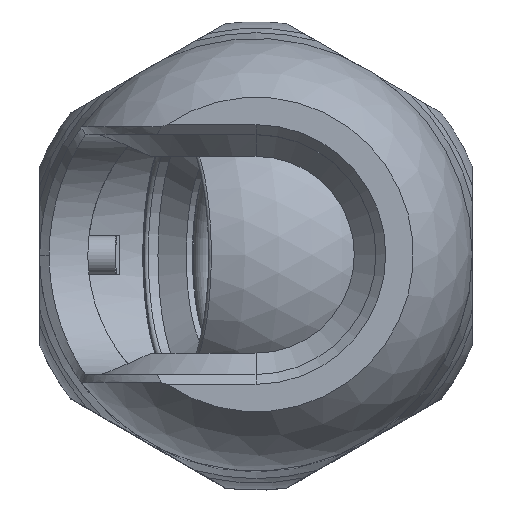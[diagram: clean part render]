
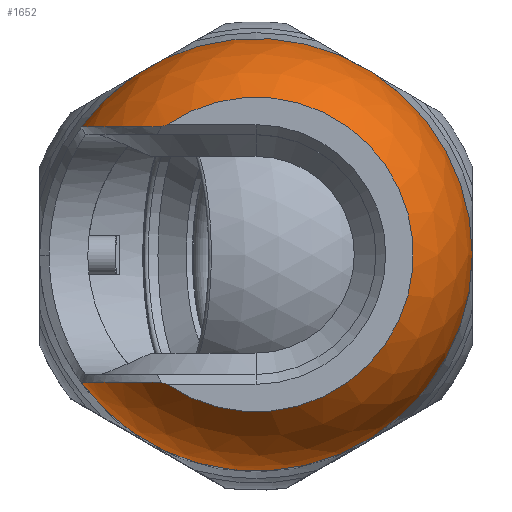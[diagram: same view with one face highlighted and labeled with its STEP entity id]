
A CAD part, top view. The second image highlights one B-rep face of the part: STEP entity #1652.
In plain terms, the highlighted spherical face has radius 11 mm.
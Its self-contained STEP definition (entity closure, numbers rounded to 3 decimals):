
#42=CARTESIAN_POINT('',(0.,0.,14.4));
#43=DIRECTION('',(0.,0.,1.));
#44=DIRECTION('',(-0.565,-0.825,0.));
#45=AXIS2_PLACEMENT_3D('',#42,#43,#44);
#47=CARTESIAN_POINT('',(0.,0.,6.85));
#48=DIRECTION('',(0.,0.,1.));
#49=DIRECTION('',(1.,0.,0.));
#50=AXIS2_PLACEMENT_3D('',#47,#48,#49);
#403=CARTESIAN_POINT('',(0.,0.,6.85));
#404=DIRECTION('',(0.,0.,-1.));
#405=DIRECTION('',(1.,0.,0.));
#406=AXIS2_PLACEMENT_3D('',#403,#404,#405);
#797=CARTESIAN_POINT('',(-4.812,6.503,14.304));
#798=CARTESIAN_POINT('',(-4.909,6.503,14.241));
#799=CARTESIAN_POINT('',(-5.199,6.503,14.046));
#800=CARTESIAN_POINT('',(-5.774,6.503,13.607));
#801=CARTESIAN_POINT('',(-6.531,6.503,12.897));
#802=CARTESIAN_POINT('',(-7.345,6.503,11.885));
#803=CARTESIAN_POINT('',(-8.021,6.503,10.72));
#804=CARTESIAN_POINT('',(-8.508,6.503,9.48));
#805=CARTESIAN_POINT('',(-8.772,6.503,8.324));
#806=CARTESIAN_POINT('',(-8.861,6.503,7.443));
#807=CARTESIAN_POINT('',(-8.872,6.503,6.999));
#808=CARTESIAN_POINT('',(-8.872,6.503,6.85));
#841=CARTESIAN_POINT('',(0.,-0.475,7.325));
#842=DIRECTION('',(0.,-0.707,0.707));
#843=DIRECTION('',(-0.412,0.644,0.644));
#844=AXIS2_PLACEMENT_3D('',#841,#842,#843);
#850=CARTESIAN_POINT('',(0.,0.475,7.325));
#851=DIRECTION('',(0.,-0.707,-0.707));
#852=DIRECTION('',(-0.412,-0.644,0.644));
#853=AXIS2_PLACEMENT_3D('',#850,#851,#852);
#863=CARTESIAN_POINT('',(-4.812,-6.503,14.304));
#864=CARTESIAN_POINT('',(-4.909,-6.503,14.241));
#865=CARTESIAN_POINT('',(-5.199,-6.503,14.046));
#866=CARTESIAN_POINT('',(-5.774,-6.503,13.607));
#867=CARTESIAN_POINT('',(-6.531,-6.503,12.897));
#868=CARTESIAN_POINT('',(-7.345,-6.503,11.885));
#869=CARTESIAN_POINT('',(-8.021,-6.503,10.72));
#870=CARTESIAN_POINT('',(-8.508,-6.503,9.48));
#871=CARTESIAN_POINT('',(-8.772,-6.503,8.324));
#872=CARTESIAN_POINT('',(-8.861,-6.503,7.443));
#873=CARTESIAN_POINT('',(-8.872,-6.503,6.999));
#874=CARTESIAN_POINT('',(-8.872,-6.503,6.85));
#1464=CARTESIAN_POINT('',(11.,0.,6.85));
#1466=VERTEX_POINT('',#1464);
#1522=CARTESIAN_POINT('',(-4.521,-6.6,14.4));
#1523=VERTEX_POINT('',#1522);
#1524=CARTESIAN_POINT('',(-4.521,6.6,14.4));
#1525=VERTEX_POINT('',#1524);
#1531=VERTEX_POINT('',#797);
#1532=VERTEX_POINT('',#808);
#1539=VERTEX_POINT('',#863);
#1540=VERTEX_POINT('',#874);
#1631=CARTESIAN_POINT('',(0.,0.,6.85));
#1632=DIRECTION('',(0.,0.,1.));
#1633=DIRECTION('',(-1.,0.,0.));
#1634=AXIS2_PLACEMENT_3D('',#1631,#1632,#1633);
#1635=SPHERICAL_SURFACE('',#1634,11.);
#1637=ORIENTED_EDGE('',*,*,#1636,.F.);
#1639=ORIENTED_EDGE('',*,*,#1638,.T.);
#1641=ORIENTED_EDGE('',*,*,#1640,.F.);
#1643=ORIENTED_EDGE('',*,*,#1642,.F.);
#1645=ORIENTED_EDGE('',*,*,#1644,.T.);
#1647=ORIENTED_EDGE('',*,*,#1646,.T.);
#1649=ORIENTED_EDGE('',*,*,#1648,.T.);
#1650=EDGE_LOOP('',(#1637,#1639,#1641,#1643,#1645,#1647,#1649));
#1651=FACE_OUTER_BOUND('',#1650,.F.);
#1652=ADVANCED_FACE('',(#1651),#1635,.T.);
#46=CIRCLE('',#45,8.);
#51=CIRCLE('',#50,11.);
#407=CIRCLE('',#406,11.);
#809=B_SPLINE_CURVE_WITH_KNOTS('',3,(#797,#798,#799,#800,#801,#802,#803,#804,
#805,#806,#807,#808),.UNSPECIFIED.,.F.,.F.,(4,1,1,1,1,1,1,1,1,4),(0.,
0.048,0.143,0.286,0.429,
0.571,0.714,0.857,0.952,1.),
.UNSPECIFIED.);
#845=CIRCLE('',#844,10.979);
#854=CIRCLE('',#853,10.979);
#875=B_SPLINE_CURVE_WITH_KNOTS('',3,(#863,#864,#865,#866,#867,#868,#869,#870,
#871,#872,#873,#874),.UNSPECIFIED.,.F.,.F.,(4,1,1,1,1,1,1,1,1,4),(0.,
0.048,0.143,0.286,0.429,
0.571,0.714,0.857,0.952,1.),
.UNSPECIFIED.);
#1636=EDGE_CURVE('',#1466,#1532,#51,.T.);
#1638=EDGE_CURVE('',#1466,#1540,#407,.T.);
#1640=EDGE_CURVE('',#1539,#1540,#875,.T.);
#1642=EDGE_CURVE('',#1523,#1539,#854,.T.);
#1644=EDGE_CURVE('',#1523,#1525,#46,.T.);
#1646=EDGE_CURVE('',#1525,#1531,#845,.T.);
#1648=EDGE_CURVE('',#1531,#1532,#809,.T.);
